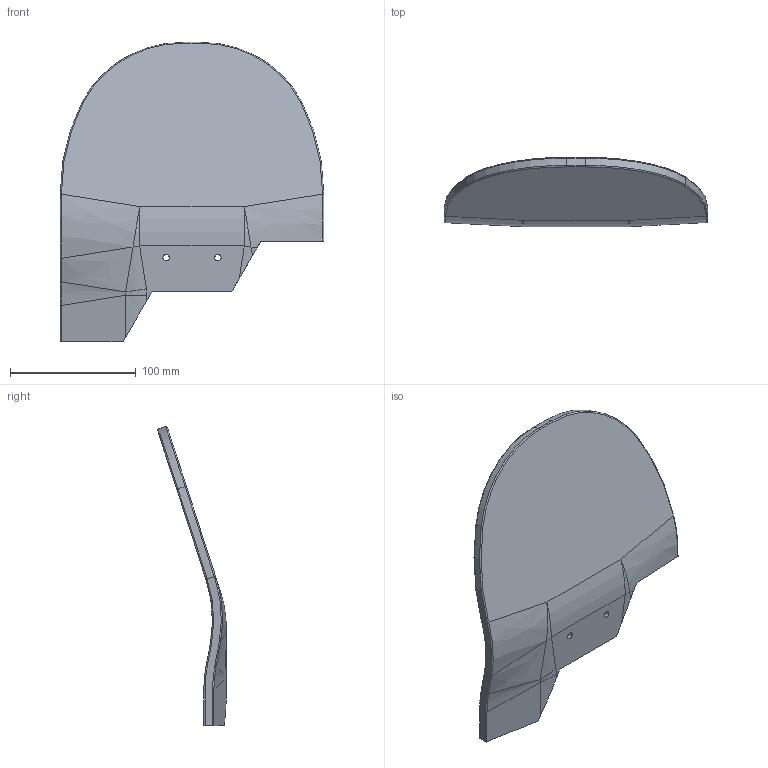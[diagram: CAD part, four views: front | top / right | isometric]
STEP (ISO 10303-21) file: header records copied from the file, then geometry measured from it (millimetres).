
FILE_DESCRIPTION(/* description */ (''),/* implementation_level */ '2;1');
FILE_NAME(/* name */ 'tail.stp',/* time_stamp */ '2026-02-07T17:12:01-08:00',/* author */ ('devan'),/* organization */ (''),/* preprocessor_version */ 'ST-DEVELOPER v20.1',/* originating_system */ 'Autodesk Inventor 2026',/* authorisation */ '');
FILE_SCHEMA (('AUTOMOTIVE_DESIGN { 1 0 10303 214 3 1 1 }'));
Length unit declared in the file: millimetre
Products named in the file (1): 32
Bounding box: 209.55 x 54.83 x 238.06 mm (x, y, z)
Volume: 303280.4 mm3; surface area: 81926.1 mm2
Topology: 1 solids, 1 shells, 70 faces, 164 edges, 96 vertices
Faces by surface type: bspline 24, cylinder 18, plane 14, torus 8, sphere 4, cone 2
Full cylindrical faces by diameter (mm): 5 x2
Entity records: 2510 total; most frequent: CARTESIAN_POINT 990, ORIENTED_EDGE 328, DIRECTION 272, EDGE_CURVE 164, AXIS2_PLACEMENT_3D 111, VERTEX_POINT 96, EDGE_LOOP 74, FACE_OUTER_BOUND 70
